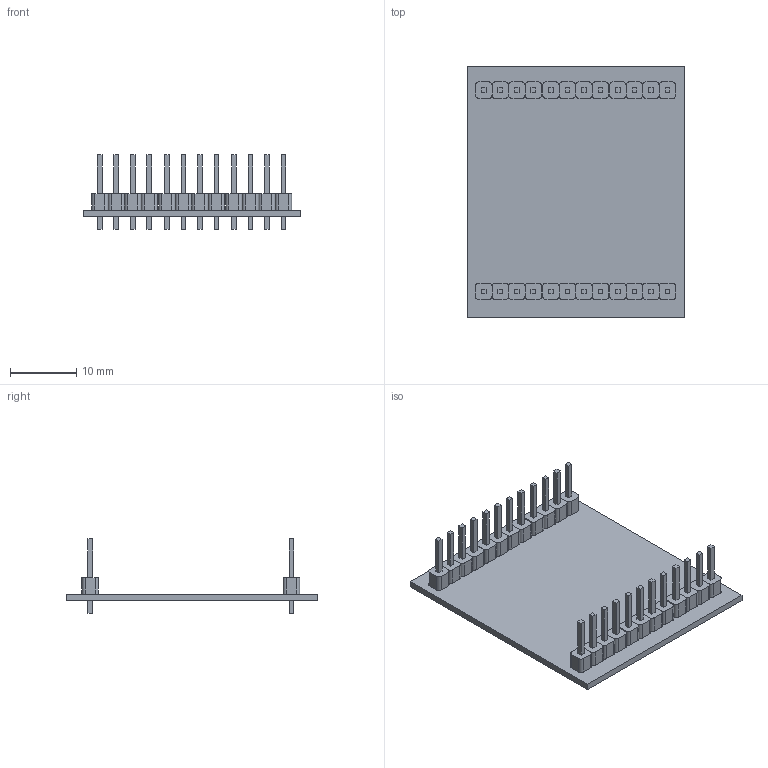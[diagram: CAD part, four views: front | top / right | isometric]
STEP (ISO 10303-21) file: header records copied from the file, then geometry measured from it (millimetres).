
FILE_DESCRIPTION (( 'STEP AP203' ), '1' );
FILE_NAME ('conversor_TTL.STEP', '2023-07-01T20:41:32', ( '' ), ( '' ), 'SwSTEP 2.0', 'SolidWorks 2021', '' );
FILE_SCHEMA (( 'CONFIG_CONTROL_DESIGN' ));
Length unit declared in the file: millimetre
Products named in the file (4): conversor_TTL; pin_stdx4; conversor_TTL_placa; pin_std
Assembly tree (11 placements, depth 3):
  conversor_TTL
    conversor_TTL_placa
    pin_stdx4  x6
      pin_std
Bounding box: 33.02 x 38.1 x 11.3 mm (x, y, z)
Volume: 1693.3 mm3; surface area: 4122.9 mm2
Topology: 25 solids, 25 shells, 534 faces, 1308 edges, 872 vertices
Faces by surface type: plane 390, cylinder 144
Entity records: 3182 total; most frequent: DIRECTION 486, CARTESIAN_POINT 429, ORIENTED_EDGE 408, EDGE_CURVE 204, AXIS2_PLACEMENT_3D 193, VERTEX_POINT 136, EDGE_LOOP 124, CIRCLE 104
